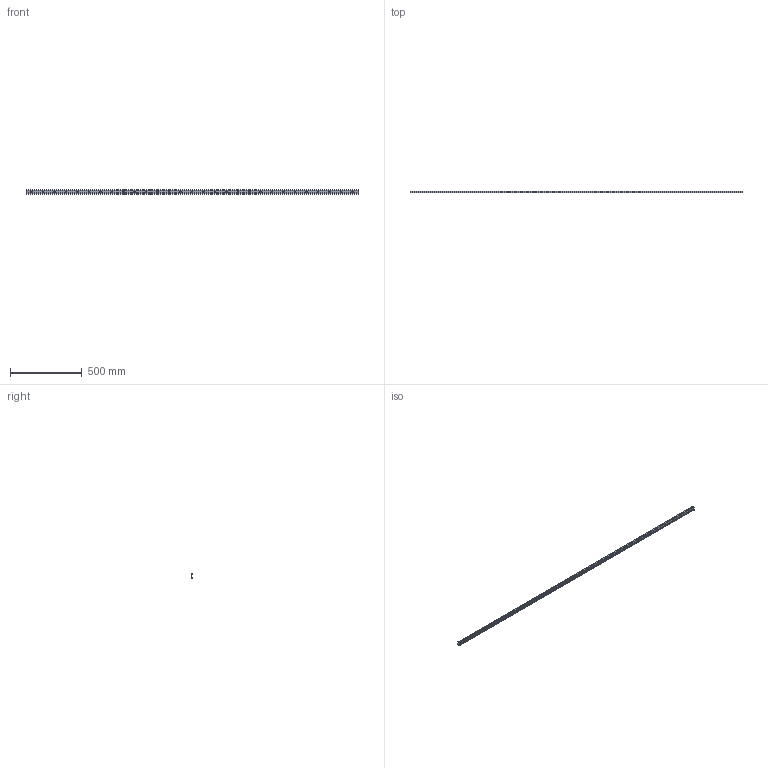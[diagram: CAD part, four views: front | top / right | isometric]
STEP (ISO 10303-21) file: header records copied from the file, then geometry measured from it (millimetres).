
FILE_DESCRIPTION((''),'2;1');
FILE_NAME('LCU 28H-2320.C.stp','2016-05-02T15:30:47',('MRathmann'),(''),'Autodesk Inventor 2012','Autodesk Inventor 2012','');
FILE_SCHEMA(('CONFIG_CONTROL_DESIGN'));
Length unit declared in the file: millimetre
Products named in the file (1): LCU 28H-2320.C
Bounding box: 2320 x 12.3 x 28 mm (x, y, z)
Volume: 349664.5 mm3; surface area: 221310.7 mm2
Topology: 1 solids, 1 shells, 109 faces, 234 edges, 156 vertices
Faces by surface type: cylinder 69, plane 40
Full cylindrical faces by diameter (mm): 6.4 x29, 11 x29
Entity records: 2878 total; most frequent: DIRECTION 534, CARTESIAN_POINT 442, ORIENTED_EDGE 352, EDGE_LOOP 254, AXIS2_PLACEMENT_3D 248, EDGE_CURVE 176, VERTEX_POINT 156, FACE_BOUND 145
